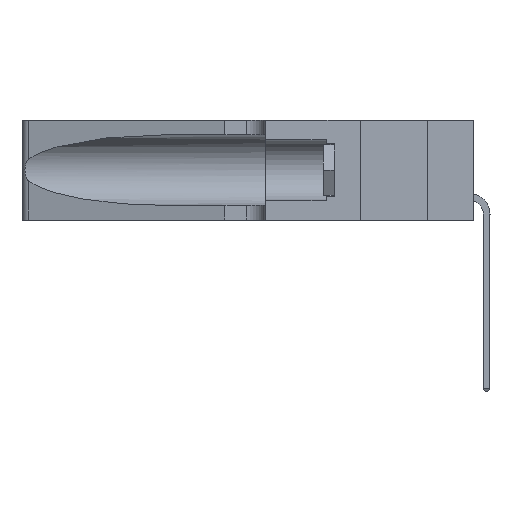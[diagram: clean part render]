
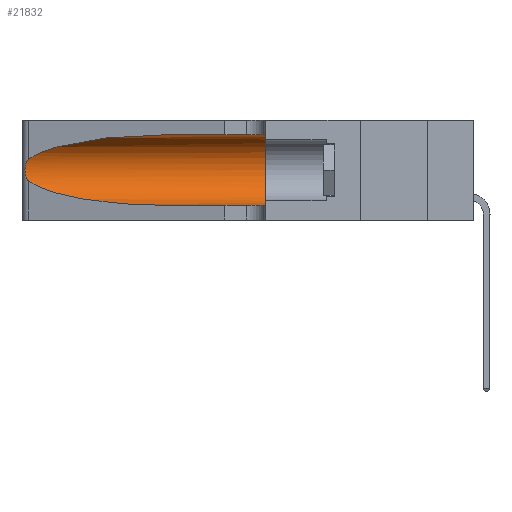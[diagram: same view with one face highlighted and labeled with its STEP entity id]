
A CAD part, left-side view. The second image highlights one B-rep face of the part: STEP entity #21832.
In plain terms, the highlighted cylindrical face has radius 3.308 mm (diameter 6.617 mm), a partial arc.
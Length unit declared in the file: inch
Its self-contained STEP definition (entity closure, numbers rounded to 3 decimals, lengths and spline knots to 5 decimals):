
#33 = VERTEX_POINT ( 'NONE', #17028 ) ;
#62 = FACE_OUTER_BOUND ( 'NONE', #13386, .T. ) ;
#222 = DIRECTION ( 'NONE',  ( 0., -1., 0. ) ) ;
#226 = EDGE_CURVE ( 'NONE', #15517, #3903, #18926, .T. ) ;
#252 =( BOUNDED_CURVE ( )  B_SPLINE_CURVE ( 3, ( #22647, #21130, #4941, #6470 ),
 .UNSPECIFIED., .F., .F. ) 
 B_SPLINE_CURVE_WITH_KNOTS ( ( 4, 4 ),
 ( 3.44316, 4.71239 ),
 .UNSPECIFIED. ) 
 CURVE ( )  GEOMETRIC_REPRESENTATION_ITEM ( )  RATIONAL_B_SPLINE_CURVE ( ( 1., 0.87, 0.87, 1. ) ) 
 REPRESENTATION_ITEM ( '' )  );
#412 = CARTESIAN_POINT ( 'NONE',  ( 0.26075, 1.23896, 0.178 ) ) ;
#1027 = CARTESIAN_POINT ( 'NONE',  ( 0.1305, 1.61858, 0.05475 ) ) ;
#1535 = CARTESIAN_POINT ( 'NONE',  ( 0.1305, 0.72297, 0.31525 ) ) ;
#1668 = VERTEX_POINT ( 'NONE', #1535 ) ;
#2034 = CARTESIAN_POINT ( 'NONE',  ( 0.2373, 1.15595, 0.28018 ) ) ;
#2291 = EDGE_CURVE ( 'NONE', #1668, #20480, #8672, .T. ) ;
#2333 = CARTESIAN_POINT ( 'NONE',  ( 0.25639, 1.23186, 0.15144 ) ) ;
#2881 = DIRECTION ( 'NONE',  ( 0., -1., 0. ) ) ;
#2948 = CYLINDRICAL_SURFACE ( 'NONE', #16513, 0.13025 ) ;
#3742 = CARTESIAN_POINT ( 'NONE',  ( 0.1305, 1.61858, 0.185 ) ) ;
#3903 = VERTEX_POINT ( 'NONE', #21587 ) ;
#4017 = CARTESIAN_POINT ( 'NONE',  ( 0.25555, 1.22994, 0.2215 ) ) ;
#4135 = CARTESIAN_POINT ( 'NONE',  ( 0.1305, 0.72297, 0.31525 ) ) ;
#4941 = CARTESIAN_POINT ( 'NONE',  ( 0.18966, 0.96281, 0.05475 ) ) ;
#5470 = CARTESIAN_POINT ( 'NONE',  ( 0.1305, 1.61858, 0.31525 ) ) ;
#5642 = CARTESIAN_POINT ( 'NONE',  ( 0.26018, 1.23835, 0.19895 ) ) ;
#5881 = DIRECTION ( 'NONE',  ( 0., 0., 1. ) ) ;
#6230 = CIRCLE ( 'NONE', #13606, 0.13025 ) ;
#6470 = CARTESIAN_POINT ( 'NONE',  ( 0.1305, 0.72297, 0.05475 ) ) ;
#6730 = ORIENTED_EDGE ( 'NONE', *, *, #19629, .F. ) ;
#7288 = CARTESIAN_POINT ( 'NONE',  ( 0.1305, 0.35, 0.31525 ) ) ;
#7714 = CARTESIAN_POINT ( 'NONE',  ( 0.25639, 1.23184, 0.21858 ) ) ;
#7789 = CARTESIAN_POINT ( 'NONE',  ( 0.26017, 1.23833, 0.17102 ) ) ;
#8527 = EDGE_CURVE ( 'NONE', #14994, #15517, #252, .T. ) ;
#8672 = LINE ( 'NONE', #5470, #17399 ) ;
#9680 = DIRECTION ( 'NONE',  ( 0., 1., 0. ) ) ;
#11166 = CARTESIAN_POINT ( 'NONE',  ( 0.26075, 1.23896, 0.19203 ) ) ;
#11229 = DIRECTION ( 'NONE',  ( 0., 0., -1. ) ) ;
#11399 = CARTESIAN_POINT ( 'NONE',  ( 0.25487, 1.22718, 0.22369 ) ) ;
#13117 = CARTESIAN_POINT ( 'NONE',  ( 0.25856, 1.23593, 0.16098 ) ) ;
#13198 = CARTESIAN_POINT ( 'NONE',  ( 0.25854, 1.2359, 0.20912 ) ) ;
#13386 = EDGE_LOOP ( 'NONE', ( #19216, #15512, #22637, #15931, #6730, #14083 ) ) ;
#13606 = AXIS2_PLACEMENT_3D ( 'NONE', #16937, #9680, #5881 ) ;
#14083 = ORIENTED_EDGE ( 'NONE', *, *, #2291, .F. ) ;
#14263 =( BOUNDED_CURVE ( )  B_SPLINE_CURVE ( 3, ( #4135, #16652, #2034, #20279 ),
 .UNSPECIFIED., .F., .T. ) 
 B_SPLINE_CURVE_WITH_KNOTS ( ( 4, 4 ),
 ( 1.5708, 2.84003 ),
 .UNSPECIFIED. ) 
 CURVE ( )  GEOMETRIC_REPRESENTATION_ITEM ( )  RATIONAL_B_SPLINE_CURVE ( ( 1., 0.87, 0.87, 1. ) ) 
 REPRESENTATION_ITEM ( '' )  );
#14295 = EDGE_CURVE ( 'NONE', #33, #14994, #16430, .T. ) ;
#14731 = CARTESIAN_POINT ( 'NONE',  ( 0.25789, 1.23486, 0.15765 ) ) ;
#14994 = VERTEX_POINT ( 'NONE', #23502 ) ;
#15512 = ORIENTED_EDGE ( 'NONE', *, *, #14295, .T. ) ;
#15517 = VERTEX_POINT ( 'NONE', #19797 ) ;
#15931 = ORIENTED_EDGE ( 'NONE', *, *, #226, .T. ) ;
#16430 = B_SPLINE_CURVE_WITH_KNOTS ( 'NONE', 3,
 ( #11399, #4017, #7714, #20327, #13198, #5642, #11166, #412, #7789, #13117, #14731, #2333, #16463, #18272 ),
 .UNSPECIFIED., .F., .F.,
 ( 4, 2, 2, 2, 2, 2, 4 ),
 ( 0., 0.00027, 0.00053, 0.00107, 0.0016, 0.00187, 0.00214 ),
 .UNSPECIFIED. ) ;
#16463 = CARTESIAN_POINT ( 'NONE',  ( 0.25555, 1.22993, 0.14849 ) ) ;
#16513 = AXIS2_PLACEMENT_3D ( 'NONE', #3742, #222, #11229 ) ;
#16587 = EDGE_CURVE ( 'NONE', #1668, #33, #14263, .T. ) ;
#16652 = CARTESIAN_POINT ( 'NONE',  ( 0.18966, 0.96281, 0.31525 ) ) ;
#16937 = CARTESIAN_POINT ( 'NONE',  ( 0.1305, 0.35, 0.185 ) ) ;
#16955 = VECTOR ( 'NONE', #2881, 39.37008 ) ;
#17028 = CARTESIAN_POINT ( 'NONE',  ( 0.25487, 1.22718, 0.22369 ) ) ;
#17399 = VECTOR ( 'NONE', #23461, 39.37008 ) ;
#18272 = CARTESIAN_POINT ( 'NONE',  ( 0.25487, 1.22718, 0.14631 ) ) ;
#18926 = LINE ( 'NONE', #1027, #16955 ) ;
#19216 = ORIENTED_EDGE ( 'NONE', *, *, #16587, .T. ) ;
#19629 = EDGE_CURVE ( 'NONE', #20480, #3903, #6230, .T. ) ;
#19797 = CARTESIAN_POINT ( 'NONE',  ( 0.1305, 0.72297, 0.05475 ) ) ;
#20279 = CARTESIAN_POINT ( 'NONE',  ( 0.25487, 1.22718, 0.22369 ) ) ;
#20327 = CARTESIAN_POINT ( 'NONE',  ( 0.25787, 1.23484, 0.2124 ) ) ;
#20480 = VERTEX_POINT ( 'NONE', #7288 ) ;
#21130 = CARTESIAN_POINT ( 'NONE',  ( 0.2373, 1.15595, 0.08982 ) ) ;
#21587 = CARTESIAN_POINT ( 'NONE',  ( 0.1305, 0.35, 0.05475 ) ) ;
#21832 = ADVANCED_FACE ( 'NONE', ( #62 ), #2948, .F. ) ;
#22637 = ORIENTED_EDGE ( 'NONE', *, *, #8527, .T. ) ;
#22647 = CARTESIAN_POINT ( 'NONE',  ( 0.25487, 1.22718, 0.14631 ) ) ;
#23461 = DIRECTION ( 'NONE',  ( 0., -1., 0. ) ) ;
#23502 = CARTESIAN_POINT ( 'NONE',  ( 0.25487, 1.22718, 0.14631 ) ) ;
